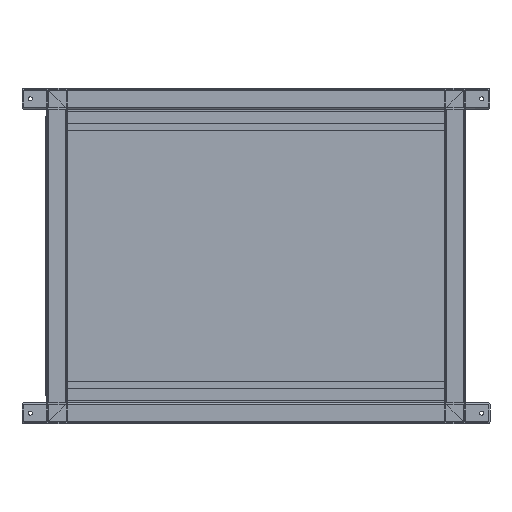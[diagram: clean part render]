
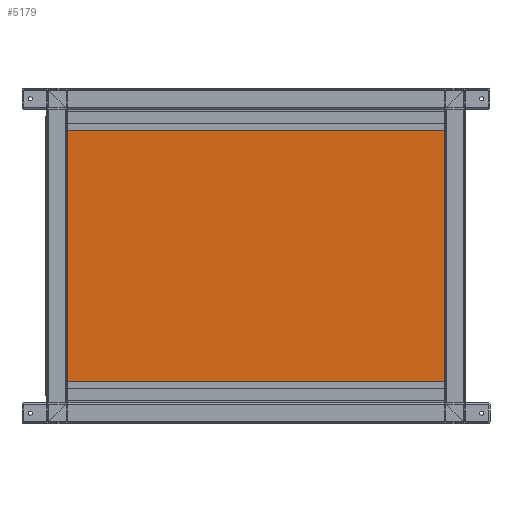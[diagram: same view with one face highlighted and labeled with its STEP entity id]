
A CAD part, front view. The second image highlights one B-rep face of the part: STEP entity #5179.
In plain terms, the highlighted planar face has unit normal (0, -1, 0).
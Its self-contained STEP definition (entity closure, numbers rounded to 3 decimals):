
#46 = DIRECTION ( 'NONE',  ( -1., 0., 0. ) ) ;
#220 = DIRECTION ( 'NONE',  ( 1., 0., 0. ) ) ;
#621 = CARTESIAN_POINT ( 'NONE',  ( 20., 0., -20. ) ) ;
#653 = VERTEX_POINT ( 'NONE', #852 ) ;
#692 = EDGE_CURVE ( 'NONE', #4858, #4206, #2618, .T. ) ;
#852 = CARTESIAN_POINT ( 'NONE',  ( 580., 0., -380. ) ) ;
#1018 = LINE ( 'NONE', #1193, #1217 ) ;
#1193 = CARTESIAN_POINT ( 'NONE',  ( 580., 0., -380. ) ) ;
#1217 = VECTOR ( 'NONE', #3273, 1000. ) ;
#1478 = EDGE_CURVE ( 'NONE', #4206, #1541, #4931, .T. ) ;
#1541 = VERTEX_POINT ( 'NONE', #3469 ) ;
#1694 = VECTOR ( 'NONE', #2645, 1000. ) ;
#1973 = ORIENTED_EDGE ( 'NONE', *, *, #692, .T. ) ;
#2099 = VECTOR ( 'NONE', #220, 1000. ) ;
#2223 = FACE_OUTER_BOUND ( 'NONE', #3948, .T. ) ;
#2422 = CARTESIAN_POINT ( 'NONE',  ( 580., 0., -20. ) ) ;
#2618 = LINE ( 'NONE', #2422, #4915 ) ;
#2645 = DIRECTION ( 'NONE',  ( 0., 0., -1. ) ) ;
#2701 = CARTESIAN_POINT ( 'NONE',  ( 580., 0., -20. ) ) ;
#2731 = ORIENTED_EDGE ( 'NONE', *, *, #4759, .T. ) ;
#3039 = LINE ( 'NONE', #3781, #2099 ) ;
#3061 = DIRECTION ( 'NONE',  ( 0., -1., 0. ) ) ;
#3273 = DIRECTION ( 'NONE',  ( 0., 0., 1. ) ) ;
#3457 = DIRECTION ( 'NONE',  ( 0., 0., -1. ) ) ;
#3469 = CARTESIAN_POINT ( 'NONE',  ( 20., 0., -380. ) ) ;
#3485 = ORIENTED_EDGE ( 'NONE', *, *, #1478, .T. ) ;
#3781 = CARTESIAN_POINT ( 'NONE',  ( 20., 0., -380. ) ) ;
#3887 = PLANE ( 'NONE',  #4735 ) ;
#3904 = CARTESIAN_POINT ( 'NONE',  ( 0., 0., 0. ) ) ;
#3948 = EDGE_LOOP ( 'NONE', ( #5220, #1973, #3485, #2731 ) ) ;
#4206 = VERTEX_POINT ( 'NONE', #5109 ) ;
#4441 = EDGE_CURVE ( 'NONE', #653, #4858, #1018, .T. ) ;
#4735 = AXIS2_PLACEMENT_3D ( 'NONE', #3904, #3061, #3457 ) ;
#4759 = EDGE_CURVE ( 'NONE', #1541, #653, #3039, .T. ) ;
#4858 = VERTEX_POINT ( 'NONE', #2701 ) ;
#4915 = VECTOR ( 'NONE', #46, 1000. ) ;
#4931 = LINE ( 'NONE', #621, #1694 ) ;
#5109 = CARTESIAN_POINT ( 'NONE',  ( 20., 0., -20. ) ) ;
#5179 = ADVANCED_FACE ( 'NONE', ( #2223 ), #3887, .T. ) ;
#5220 = ORIENTED_EDGE ( 'NONE', *, *, #4441, .T. ) ;
